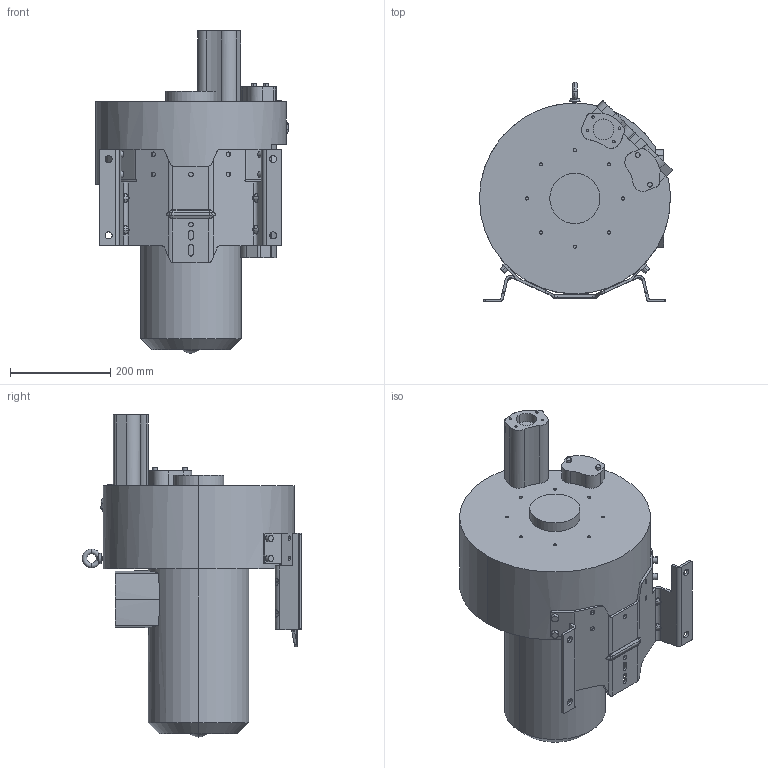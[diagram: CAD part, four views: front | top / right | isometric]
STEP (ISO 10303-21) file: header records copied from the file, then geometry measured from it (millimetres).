
FILE_DESCRIPTION (( 'STEP AP203' ), '1' );
FILE_NAME ('4RB520-0AP56-1.STEP', '2025-05-15T02:35:38', ( '' ), ( '' ), 'SwSTEP 2.0', 'SolidWorks 2025', '' );
FILE_SCHEMA (( 'CONFIG_CONTROL_DESIGN' ));
Length unit declared in the file: millimetre
Products named in the file (1): 4RB520-0AP56-1
Bounding box: 384.84 x 437.84 x 642.03 mm (x, y, z)
Volume: 31777468.4 mm3; surface area: 958029.6 mm2
Topology: 1 solids, 1 shells, 589 faces, 1533 edges, 980 vertices
Faces by surface type: cylinder 281, plane 195, bspline 86, torus 14, cone 7, sphere 6
Entity records: 26926 total; most frequent: CARTESIAN_POINT 13455, ORIENTED_EDGE 3058, DIRECTION 2412, EDGE_CURVE 1529, VERTEX_POINT 980, AXIS2_PLACEMENT_3D 918, EDGE_LOOP 655, ADVANCED_FACE 589
